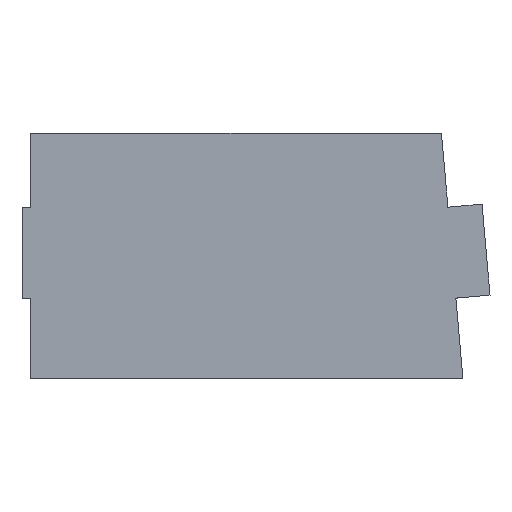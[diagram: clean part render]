
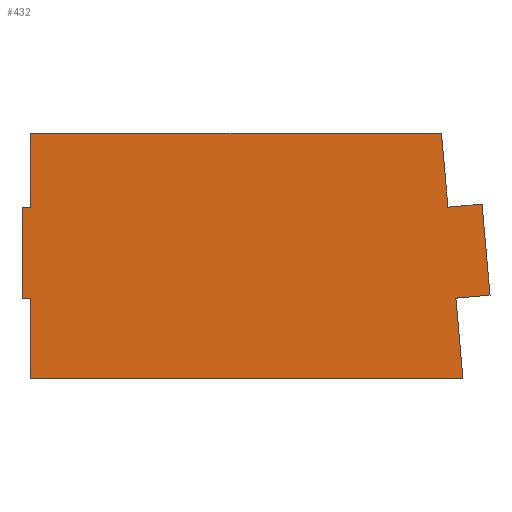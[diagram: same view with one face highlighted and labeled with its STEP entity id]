
A CAD part, top view. The second image highlights one B-rep face of the part: STEP entity #432.
In plain terms, the highlighted planar face has unit normal (0, 0, 1).
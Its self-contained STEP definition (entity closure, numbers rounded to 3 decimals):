
#36=CARTESIAN_POINT('Line Origine',(36.,0.,3.)) ;
#40=CARTESIAN_POINT('Vertex',(0.,0.,3.)) ;
#42=CARTESIAN_POINT('Vertex',(72.,0.,3.)) ;
#76=CARTESIAN_POINT('Line Origine',(72.567,-6.475,3.)) ;
#80=CARTESIAN_POINT('Vertex',(73.133,-12.951,3.)) ;
#107=CARTESIAN_POINT('Line Origine',(76.122,-12.689,3.)) ;
#111=CARTESIAN_POINT('Vertex',(79.11,-12.428,3.)) ;
#138=CARTESIAN_POINT('Line Origine',(79.807,-20.397,3.)) ;
#142=CARTESIAN_POINT('Vertex',(80.505,-28.367,3.)) ;
#169=CARTESIAN_POINT('Line Origine',(77.516,-28.628,3.)) ;
#173=CARTESIAN_POINT('Vertex',(74.528,-28.89,3.)) ;
#195=CARTESIAN_POINT('Line Origine',(75.145,-35.945,3.)) ;
#199=CARTESIAN_POINT('Vertex',(75.762,-43.,3.)) ;
#226=CARTESIAN_POINT('Line Origine',(37.881,-43.,3.)) ;
#230=CARTESIAN_POINT('Vertex',(0.,-43.,3.)) ;
#257=CARTESIAN_POINT('Line Origine',(0.,-36.,3.)) ;
#261=CARTESIAN_POINT('Vertex',(0.,-29.,3.)) ;
#288=CARTESIAN_POINT('Line Origine',(-0.75,-29.,3.)) ;
#292=CARTESIAN_POINT('Vertex',(-1.5,-29.,3.)) ;
#319=CARTESIAN_POINT('Line Origine',(-1.5,-21.,3.)) ;
#323=CARTESIAN_POINT('Vertex',(-1.5,-13.,3.)) ;
#350=CARTESIAN_POINT('Line Origine',(-0.75,-13.,3.)) ;
#354=CARTESIAN_POINT('Vertex',(0.,-13.,3.)) ;
#376=CARTESIAN_POINT('Line Origine',(0.,-6.5,3.)) ;
#413=CARTESIAN_POINT('Axis2P3D Location',(0.,0.,3.)) ;
#38=VECTOR('Line Direction',#37,1.) ;
#78=VECTOR('Line Direction',#77,1.) ;
#109=VECTOR('Line Direction',#108,1.) ;
#140=VECTOR('Line Direction',#139,1.) ;
#171=VECTOR('Line Direction',#170,1.) ;
#197=VECTOR('Line Direction',#196,1.) ;
#228=VECTOR('Line Direction',#227,1.) ;
#259=VECTOR('Line Direction',#258,1.) ;
#290=VECTOR('Line Direction',#289,1.) ;
#321=VECTOR('Line Direction',#320,1.) ;
#352=VECTOR('Line Direction',#351,1.) ;
#378=VECTOR('Line Direction',#377,1.) ;
#37=DIRECTION('Vector Direction',(1.,0.,0.)) ;
#77=DIRECTION('Vector Direction',(0.087,-0.996,0.)) ;
#108=DIRECTION('Vector Direction',(0.996,0.087,0.)) ;
#139=DIRECTION('Vector Direction',(0.087,-0.996,0.)) ;
#170=DIRECTION('Vector Direction',(-0.996,-0.087,0.)) ;
#196=DIRECTION('Vector Direction',(0.087,-0.996,0.)) ;
#227=DIRECTION('Vector Direction',(-1.,0.,0.)) ;
#258=DIRECTION('Vector Direction',(0.,1.,0.)) ;
#289=DIRECTION('Vector Direction',(1.,0.,0.)) ;
#320=DIRECTION('Vector Direction',(0.,-1.,0.)) ;
#351=DIRECTION('Vector Direction',(-1.,0.,0.)) ;
#377=DIRECTION('Vector Direction',(0.,1.,0.)) ;
#414=DIRECTION('Axis2P3D Direction',(0.,0.,-1.)) ;
#415=DIRECTION('Axis2P3D XDirection',(1.,0.,0.)) ;
#416=AXIS2_PLACEMENT_3D('Plane Axis2P3D',#413,#414,#415) ;
#39=LINE('Line',#36,#38) ;
#79=LINE('Line',#76,#78) ;
#110=LINE('Line',#107,#109) ;
#141=LINE('Line',#138,#140) ;
#172=LINE('Line',#169,#171) ;
#198=LINE('Line',#195,#197) ;
#229=LINE('Line',#226,#228) ;
#260=LINE('Line',#257,#259) ;
#291=LINE('Line',#288,#290) ;
#322=LINE('Line',#319,#321) ;
#353=LINE('Line',#350,#352) ;
#379=LINE('Line',#376,#378) ;
#417=PLANE('',#416) ;
#44=EDGE_CURVE('',#41,#43,#39,.T.) ;
#82=EDGE_CURVE('',#43,#81,#79,.T.) ;
#113=EDGE_CURVE('',#81,#112,#110,.T.) ;
#144=EDGE_CURVE('',#112,#143,#141,.T.) ;
#175=EDGE_CURVE('',#143,#174,#172,.T.) ;
#201=EDGE_CURVE('',#174,#200,#198,.T.) ;
#232=EDGE_CURVE('',#200,#231,#229,.T.) ;
#263=EDGE_CURVE('',#231,#262,#260,.T.) ;
#294=EDGE_CURVE('',#262,#293,#291,.F.) ;
#325=EDGE_CURVE('',#293,#324,#322,.F.) ;
#356=EDGE_CURVE('',#324,#355,#353,.F.) ;
#380=EDGE_CURVE('',#355,#41,#379,.T.) ;
#419=ORIENTED_EDGE('',*,*,#380,.F.) ;
#420=ORIENTED_EDGE('',*,*,#356,.F.) ;
#421=ORIENTED_EDGE('',*,*,#325,.F.) ;
#422=ORIENTED_EDGE('',*,*,#294,.F.) ;
#423=ORIENTED_EDGE('',*,*,#263,.F.) ;
#424=ORIENTED_EDGE('',*,*,#232,.F.) ;
#425=ORIENTED_EDGE('',*,*,#201,.F.) ;
#426=ORIENTED_EDGE('',*,*,#175,.F.) ;
#427=ORIENTED_EDGE('',*,*,#144,.F.) ;
#428=ORIENTED_EDGE('',*,*,#113,.F.) ;
#429=ORIENTED_EDGE('',*,*,#82,.F.) ;
#430=ORIENTED_EDGE('',*,*,#44,.F.) ;
#418=EDGE_LOOP('',(#419,#420,#421,#422,#423,#424,#425,#426,#427,#428,#429,#430)) ;
#41=VERTEX_POINT('',#40) ;
#43=VERTEX_POINT('',#42) ;
#81=VERTEX_POINT('',#80) ;
#112=VERTEX_POINT('',#111) ;
#143=VERTEX_POINT('',#142) ;
#174=VERTEX_POINT('',#173) ;
#200=VERTEX_POINT('',#199) ;
#231=VERTEX_POINT('',#230) ;
#262=VERTEX_POINT('',#261) ;
#293=VERTEX_POINT('',#292) ;
#324=VERTEX_POINT('',#323) ;
#355=VERTEX_POINT('',#354) ;
#432=ADVANCED_FACE('PartBody',(#431),#417,.F.) ;
#431=FACE_OUTER_BOUND('',#418,.T.) ;
